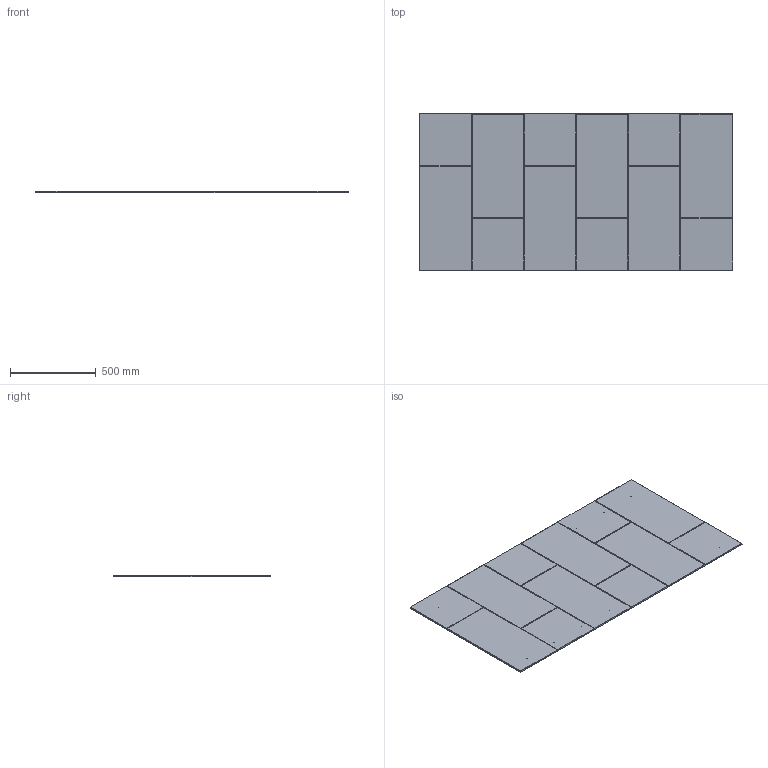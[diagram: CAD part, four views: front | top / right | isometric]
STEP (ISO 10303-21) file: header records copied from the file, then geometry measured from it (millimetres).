
FILE_DESCRIPTION (( 'STEP AP203' ), '1' );
FILE_NAME ('TSMK7236.STEP', '2022-09-07T12:25:42', ( '' ), ( '' ), 'SwSTEP 2.0', 'SolidWorks 2020', '' );
FILE_SCHEMA (( 'CONFIG_CONTROL_DESIGN' ));
Length unit declared in the file: millimetre
Products named in the file (1): TSMK7236
Bounding box: 1828.8 x 914.4 x 9.53 mm (x, y, z)
Volume: 15895088.2 mm3; surface area: 3400127.3 mm2
Topology: 1 solids, 1 shells, 378 faces, 932 edges, 575 vertices
Faces by surface type: plane 132, cylinder 123, bspline 69, torus 36, sphere 14, cone 4
Entity records: 18150 total; most frequent: CARTESIAN_POINT 9947, ORIENTED_EDGE 1862, DIRECTION 1386, EDGE_CURVE 931, VERTEX_POINT 575, AXIS2_PLACEMENT_3D 499, EDGE_LOOP 398, VECTOR 388
